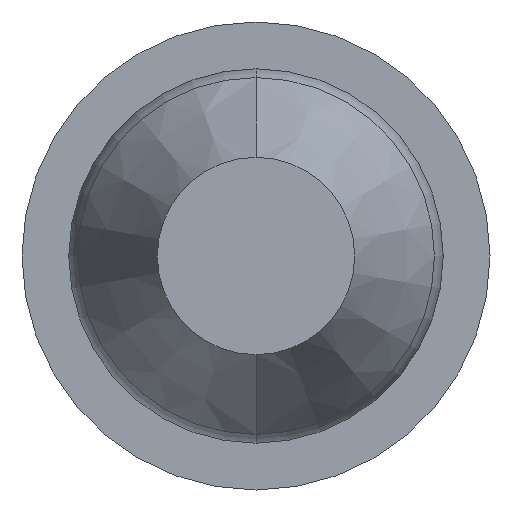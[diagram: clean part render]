
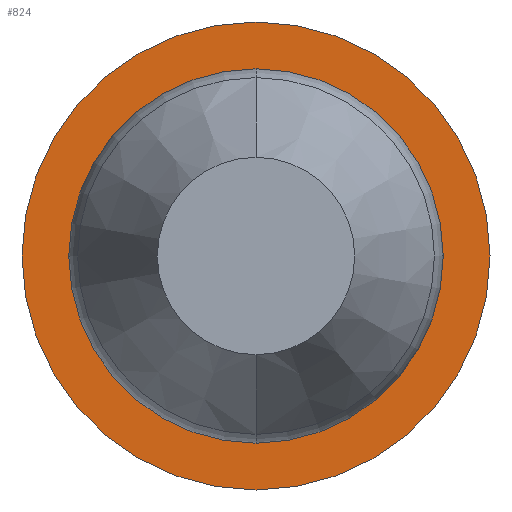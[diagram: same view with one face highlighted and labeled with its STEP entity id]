
A CAD part, front view. The second image highlights one B-rep face of the part: STEP entity #824.
In plain terms, the highlighted planar face has unit normal (0, -1, 0).
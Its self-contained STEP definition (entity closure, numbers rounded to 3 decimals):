
#12 = ORIENTED_EDGE ( 'NONE', *, *, #276, .F. ) ;
#16 = DIRECTION ( 'NONE',  ( 0., 0., 1. ) ) ;
#44 = CARTESIAN_POINT ( 'NONE',  ( 0., -37.9, 5. ) ) ;
#61 = ORIENTED_EDGE ( 'NONE', *, *, #870, .F. ) ;
#155 = CARTESIAN_POINT ( 'NONE',  ( 0., -37.9, 0. ) ) ;
#276 = EDGE_CURVE ( 'Defeature ausgef�hrt1_3+Defeature ausgef�hrt1_4+Defeature ausgef�hrt1_4+Defeature ausgef�hrt1_4', #1557, #984, #730, .T. ) ;
#305 = AXIS2_PLACEMENT_3D ( 'NONE', #1365, #1087, #1212 ) ;
#325 = DIRECTION ( 'NONE',  ( 0., 1., 0. ) ) ;
#333 = FACE_BOUND ( 'NONE', #1580, .T. ) ;
#361 = ORIENTED_EDGE ( 'NONE', *, *, #724, .F. ) ;
#424 = EDGE_LOOP ( 'NONE', ( #12, #1618 ) ) ;
#530 = DIRECTION ( 'NONE',  ( 0., 0., 1. ) ) ;
#554 = DIRECTION ( 'NONE',  ( 0., 0., 1. ) ) ;
#576 = AXIS2_PLACEMENT_3D ( 'NONE', #1471, #1609, #16 ) ;
#577 = CARTESIAN_POINT ( 'NONE',  ( 0., -37.9, -5. ) ) ;
#724 = EDGE_CURVE ( 'Defeature ausgef�hrt1_5+Defeature ausgef�hrt1_4+Defeature ausgef�hrt1_4+Defeature ausgef�hrt1_4', #1414, #930, #915, .T. ) ;
#730 = CIRCLE ( 'NONE', #1187, 5. ) ;
#770 = CIRCLE ( 'NONE', #576, 3.5 ) ;
#824 = ADVANCED_FACE ( 'Defeature ausgef�hrt1_4', ( #333, #1235 ), #935, .F. ) ;
#870 = EDGE_CURVE ( 'Defeature ausgef�hrt1_5+Defeature ausgef�hrt1_4+Defeature ausgef�hrt1_4+Defeature ausgef�hrt1_4', #930, #1414, #770, .T. ) ;
#915 = CIRCLE ( 'NONE', #1712, 3.5 ) ;
#923 = CARTESIAN_POINT ( 'NONE',  ( 0., -37.9, 0. ) ) ;
#930 = VERTEX_POINT ( 'NONE', #1119 ) ;
#935 = PLANE ( 'NONE',  #305 ) ;
#945 = CARTESIAN_POINT ( 'NONE',  ( 0., -37.9, -3.5 ) ) ;
#984 = VERTEX_POINT ( 'NONE', #44 ) ;
#1047 = AXIS2_PLACEMENT_3D ( 'NONE', #1130, #325, #1145 ) ;
#1079 = EDGE_CURVE ( 'Defeature ausgef�hrt1_3+Defeature ausgef�hrt1_4+Defeature ausgef�hrt1_4+Defeature ausgef�hrt1_4', #984, #1557, #1152, .T. ) ;
#1087 = DIRECTION ( 'NONE',  ( 0., 1., 0. ) ) ;
#1119 = CARTESIAN_POINT ( 'NONE',  ( 0., -37.9, 3.5 ) ) ;
#1130 = CARTESIAN_POINT ( 'NONE',  ( 0., -37.9, 0. ) ) ;
#1145 = DIRECTION ( 'NONE',  ( 0., 0., 1. ) ) ;
#1152 = CIRCLE ( 'NONE', #1047, 5. ) ;
#1187 = AXIS2_PLACEMENT_3D ( 'NONE', #155, #1362, #554 ) ;
#1212 = DIRECTION ( 'NONE',  ( 0., 0., 1. ) ) ;
#1235 = FACE_OUTER_BOUND ( 'NONE', #424, .T. ) ;
#1362 = DIRECTION ( 'NONE',  ( 0., 1., 0. ) ) ;
#1365 = CARTESIAN_POINT ( 'NONE',  ( 0., -37.9, 0. ) ) ;
#1414 = VERTEX_POINT ( 'NONE', #945 ) ;
#1455 = DIRECTION ( 'NONE',  ( 0., -1., 0. ) ) ;
#1471 = CARTESIAN_POINT ( 'NONE',  ( 0., -37.9, 0. ) ) ;
#1557 = VERTEX_POINT ( 'NONE', #577 ) ;
#1580 = EDGE_LOOP ( 'NONE', ( #61, #361 ) ) ;
#1609 = DIRECTION ( 'NONE',  ( 0., -1., 0. ) ) ;
#1618 = ORIENTED_EDGE ( 'NONE', *, *, #1079, .F. ) ;
#1712 = AXIS2_PLACEMENT_3D ( 'NONE', #923, #1455, #530 ) ;
